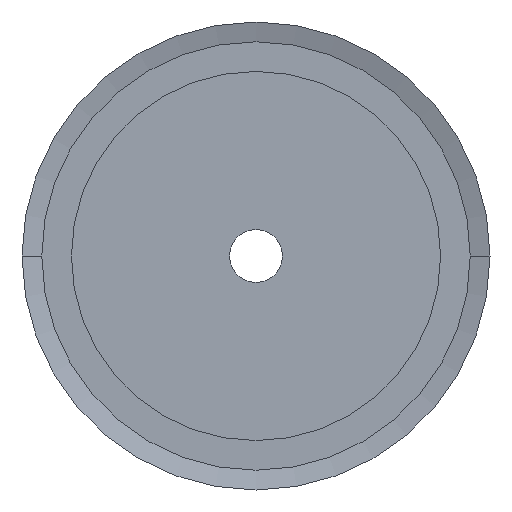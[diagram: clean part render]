
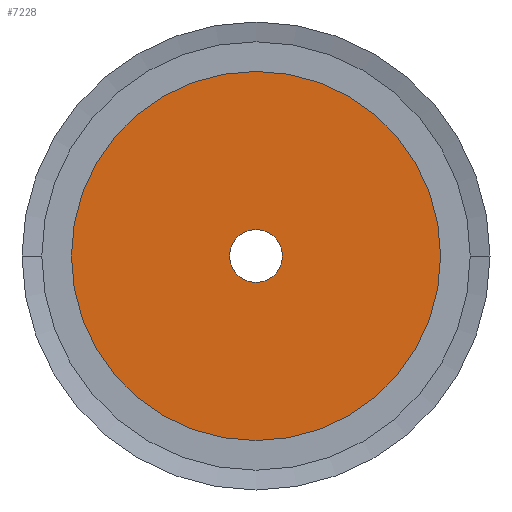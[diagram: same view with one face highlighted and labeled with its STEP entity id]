
A CAD part, left-side view. The second image highlights one B-rep face of the part: STEP entity #7228.
In plain terms, the highlighted planar face has unit normal (-1, 0, 0).
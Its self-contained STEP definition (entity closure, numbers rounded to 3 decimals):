
#7183=CARTESIAN_POINT('',(0.,0.,0.));
#7184=DIRECTION('',(1.,0.,0.));
#7185=DIRECTION('',(0.,0.,-1.));
#7186=AXIS2_PLACEMENT_3D('',#7183,#7184,#7185);
#7187=PLANE('',#7186);
#7188=CARTESIAN_POINT('',(0.,0.,28.));
#7189=VERTEX_POINT('',#7188);
#7190=CARTESIAN_POINT('',(0.,-0.,-28.));
#7191=VERTEX_POINT('',#7190);
#7192=CARTESIAN_POINT('',(0.,0.,0.));
#7193=DIRECTION('',(1.,0.,0.));
#7194=DIRECTION('',(0.,0.,-1.));
#7195=AXIS2_PLACEMENT_3D('',#7192,#7193,#7194);
#7196=CIRCLE('',#7195,28.);
#7197=EDGE_CURVE('',#7189,#7191,#7196,.T.);
#7198=ORIENTED_EDGE('',*,*,#7197,.F.);
#7199=CARTESIAN_POINT('',(0.,0.,0.));
#7200=DIRECTION('',(1.,0.,0.));
#7201=DIRECTION('',(0.,0.,-1.));
#7202=AXIS2_PLACEMENT_3D('',#7199,#7200,#7201);
#7203=CIRCLE('',#7202,28.);
#7204=EDGE_CURVE('',#7191,#7189,#7203,.T.);
#7205=ORIENTED_EDGE('',*,*,#7204,.F.);
#7206=EDGE_LOOP('',(#7198,#7205));
#7207=FACE_BOUND('',#7206,.T.);
#7208=CARTESIAN_POINT('',(0.,-0.,-4.));
#7209=VERTEX_POINT('',#7208);
#7210=CARTESIAN_POINT('',(0.,0.,4.));
#7211=VERTEX_POINT('',#7210);
#7212=CARTESIAN_POINT('',(0.,0.,0.));
#7213=DIRECTION('',(1.,0.,0.));
#7214=DIRECTION('',(0.,0.,-1.));
#7215=AXIS2_PLACEMENT_3D('',#7212,#7213,#7214);
#7216=CIRCLE('',#7215,4.);
#7217=EDGE_CURVE('',#7209,#7211,#7216,.T.);
#7218=ORIENTED_EDGE('',*,*,#7217,.T.);
#7219=CARTESIAN_POINT('',(0.,0.,0.));
#7220=DIRECTION('',(1.,0.,0.));
#7221=DIRECTION('',(0.,0.,-1.));
#7222=AXIS2_PLACEMENT_3D('',#7219,#7220,#7221);
#7223=CIRCLE('',#7222,4.);
#7224=EDGE_CURVE('',#7211,#7209,#7223,.T.);
#7225=ORIENTED_EDGE('',*,*,#7224,.T.);
#7226=EDGE_LOOP('',(#7218,#7225));
#7227=FACE_BOUND('',#7226,.T.);
#7228=ADVANCED_FACE('',(#7207,#7227),#7187,.F.);
